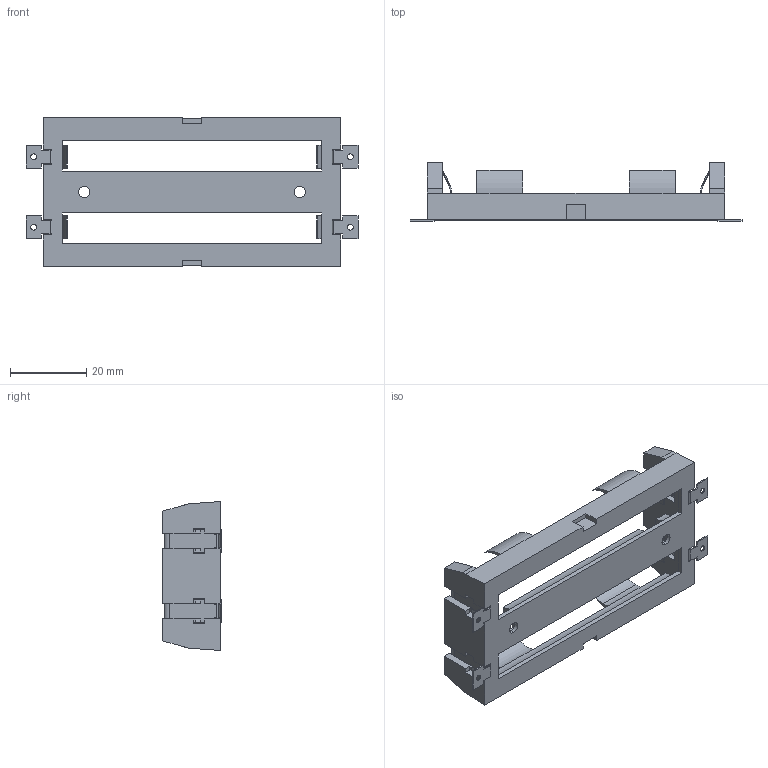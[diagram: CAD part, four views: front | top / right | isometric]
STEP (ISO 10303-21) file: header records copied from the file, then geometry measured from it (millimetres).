
FILE_DESCRIPTION (( 'STEP AP214' ), '1' );
FILE_NAME ('Assem1.STEP', '2023-09-21T17:33:06', ( '' ), ( '' ), 'SwSTEP 2.0', 'SolidWorks 2022', '' );
FILE_SCHEMA (( 'AUTOMOTIVE_DESIGN' ));
Length unit declared in the file: millimetre
Products named in the file (3): Assem1; Battery-Holder_Metal-Lead; Battery Holder
Assembly tree (5 placements, depth 2):
  Assem1
    Battery Holder
    Battery-Holder_Metal-Lead  x4
Bounding box: 87 x 15.3 x 39 mm (x, y, z)
Volume: 9903.9 mm3; surface area: 10661.1 mm2
Topology: 5 solids, 5 shells, 398 faces, 1126 edges, 736 vertices
Faces by surface type: plane 336, cylinder 54, bspline 8
Entity records: 7957 total; most frequent: CARTESIAN_POINT 1446, ORIENTED_EDGE 1382, DIRECTION 1251, EDGE_CURVE 691, VECTOR 625, LINE 625, VERTEX_POINT 448, AXIS2_PLACEMENT_3D 313
